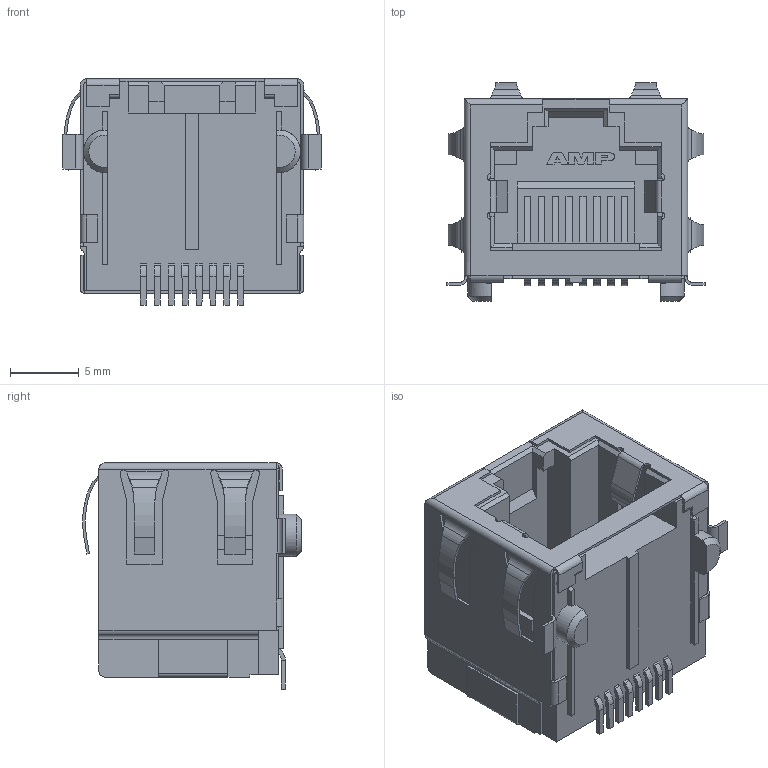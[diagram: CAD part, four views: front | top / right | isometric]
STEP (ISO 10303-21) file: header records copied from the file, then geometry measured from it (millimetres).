
FILE_DESCRIPTION((''),'2;1');
FILE_NAME('C-6339160-1','2012-08-14T',('workeradm'),('Tyco Electronics Ltd.'),'PRO/ENGINEER BY PARAMETRIC TECHNOLOGY CORPORATION, 2010430','PRO/ENGINEER BY PARAMETRIC TECHNOLOGY CORPORATION, 2010430','');
FILE_SCHEMA(('AUTOMOTIVE_DESIGN { 1 0 10303 214 1 1 1 1 }'));
Length unit declared in the file: millimetre
Products named in the file (1): C-6339160-1
Bounding box: 18.8 x 15.92 x 16.48 mm (x, y, z)
Volume: 2149.9 mm3; surface area: 2352.9 mm2
Topology: 1 solids, 1 shells, 542 faces, 1469 edges, 942 vertices
Faces by surface type: plane 374, cylinder 112, bspline 52, cone 2, extrusion 2
Entity records: 20784 total; most frequent: CARTESIAN_POINT 7061, ORIENTED_EDGE 2938, DIRECTION 2507, EDGE_CURVE 1469, VECTOR 1155, LINE 1153, VERTEX_POINT 942, AXIS2_PLACEMENT_3D 676
